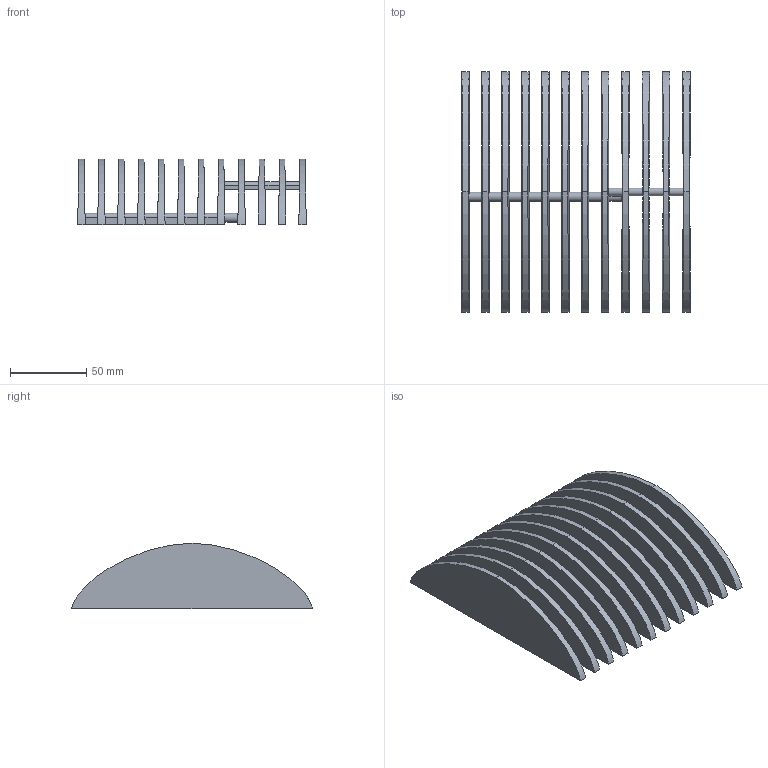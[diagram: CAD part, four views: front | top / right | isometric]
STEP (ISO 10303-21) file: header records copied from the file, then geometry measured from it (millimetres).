
FILE_DESCRIPTION (( 'STEP AP203' ), '1' );
FILE_NAME ('chamber2_1.STEP', '2023-07-12T00:51:29', ( '' ), ( '' ), 'SwSTEP 2.0', 'SolidWorks 2022', '' );
FILE_SCHEMA (( 'CONFIG_CONTROL_DESIGN' ));
Length unit declared in the file: millimetre
Products named in the file (2): right_chamber_final; chamber2_1
Assembly tree (1 placements, depth 2):
  chamber2_1
    right_chamber_final
Bounding box: 149.9 x 158.03 x 43 mm (x, y, z)
Volume: 238513.1 mm3; surface area: 130147.1 mm2
Topology: 1 solids, 1 shells, 94 faces, 270 edges, 180 vertices
Faces by surface type: plane 56, bspline 24, cylinder 14
Entity records: 5852 total; most frequent: CARTESIAN_POINT 3476, ORIENTED_EDGE 540, DIRECTION 332, EDGE_CURVE 270, LINE 180, VERTEX_POINT 180, VECTOR 180, EDGE_LOOP 96
